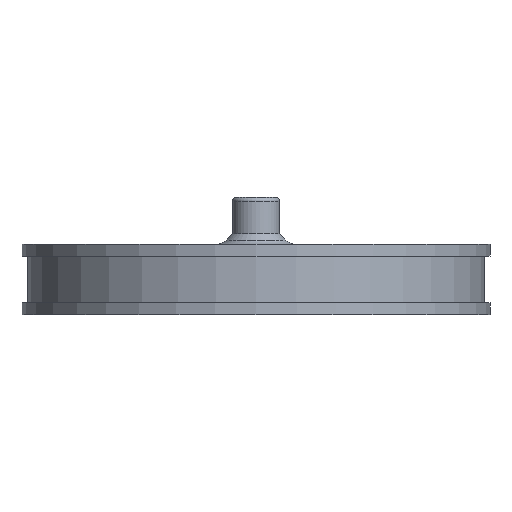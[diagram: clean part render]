
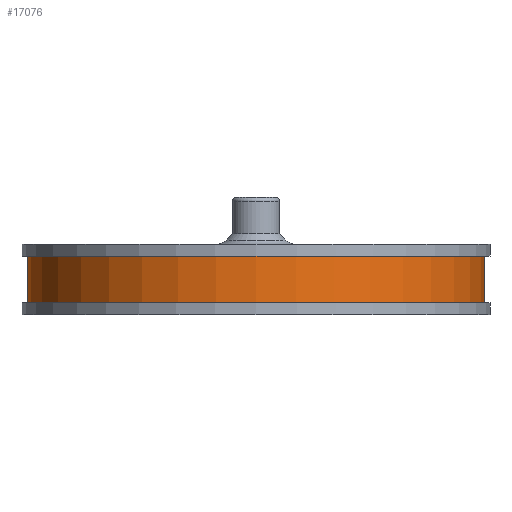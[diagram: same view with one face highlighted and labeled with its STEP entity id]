
A CAD part, front view. The second image highlights one B-rep face of the part: STEP entity #17076.
In plain terms, the highlighted cylindrical face has radius 48.75 mm (diameter 97.5 mm), a partial arc.
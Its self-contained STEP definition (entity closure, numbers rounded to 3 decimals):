
#1532 = DIRECTION ( 'NONE',  ( 0., 0., 1. ) ) ;
#2048 = DIRECTION ( 'NONE',  ( 1., 0., 0. ) ) ;
#2399 = FACE_OUTER_BOUND ( 'NONE', #14793, .T. ) ;
#2953 = CIRCLE ( 'NONE', #24204, 48.75 ) ;
#2998 = EDGE_CURVE ( 'NONE', #21245, #26203, #2953, .T. ) ;
#3544 = CARTESIAN_POINT ( 'NONE',  ( 48.75, 0., 10. ) ) ;
#4406 = CYLINDRICAL_SURFACE ( 'NONE', #5569, 48.75 ) ;
#4627 = VECTOR ( 'NONE', #5994, 1000. ) ;
#4808 = DIRECTION ( 'NONE',  ( 1., 0., 0. ) ) ;
#5569 = AXIS2_PLACEMENT_3D ( 'NONE', #20498, #12524, #20893 ) ;
#5994 = DIRECTION ( 'NONE',  ( 0., 0., -1. ) ) ;
#6342 = ORIENTED_EDGE ( 'NONE', *, *, #14712, .T. ) ;
#7338 = VERTEX_POINT ( 'NONE', #23122 ) ;
#8688 = ORIENTED_EDGE ( 'NONE', *, *, #2998, .F. ) ;
#10073 = CIRCLE ( 'NONE', #25827, 48.75 ) ;
#10937 = ORIENTED_EDGE ( 'NONE', *, *, #21040, .F. ) ;
#12524 = DIRECTION ( 'NONE',  ( 0., 0., -1. ) ) ;
#12545 = DIRECTION ( 'NONE',  ( 0., 0., -1. ) ) ;
#14125 = VECTOR ( 'NONE', #12545, 1000. ) ;
#14141 = CARTESIAN_POINT ( 'NONE',  ( 48.75, 0., 10. ) ) ;
#14484 = VERTEX_POINT ( 'NONE', #17147 ) ;
#14712 = EDGE_CURVE ( 'NONE', #21245, #14484, #16248, .T. ) ;
#14793 = EDGE_LOOP ( 'NONE', ( #10937, #8688, #6342, #15822 ) ) ;
#15822 = ORIENTED_EDGE ( 'NONE', *, *, #23590, .T. ) ;
#16248 = LINE ( 'NONE', #18091, #4627 ) ;
#17076 = ADVANCED_FACE ( 'NONE', ( #2399 ), #4406, .T. ) ;
#17147 = CARTESIAN_POINT ( 'NONE',  ( -48.75, 0., 0. ) ) ;
#17833 = CARTESIAN_POINT ( 'NONE',  ( -48.75, 0., 10. ) ) ;
#18091 = CARTESIAN_POINT ( 'NONE',  ( -48.75, 0., 10. ) ) ;
#20498 = CARTESIAN_POINT ( 'NONE',  ( 0., 0., 10. ) ) ;
#20885 = CARTESIAN_POINT ( 'NONE',  ( 0., 0., 10. ) ) ;
#20893 = DIRECTION ( 'NONE',  ( -1., 0., 0. ) ) ;
#21040 = EDGE_CURVE ( 'NONE', #26203, #7338, #24398, .T. ) ;
#21245 = VERTEX_POINT ( 'NONE', #17833 ) ;
#23031 = DIRECTION ( 'NONE',  ( 0., 0., 1. ) ) ;
#23122 = CARTESIAN_POINT ( 'NONE',  ( 48.75, 0., 0. ) ) ;
#23590 = EDGE_CURVE ( 'NONE', #14484, #7338, #10073, .T. ) ;
#23892 = CARTESIAN_POINT ( 'NONE',  ( 0., 0., 0. ) ) ;
#24204 = AXIS2_PLACEMENT_3D ( 'NONE', #20885, #23031, #4808 ) ;
#24398 = LINE ( 'NONE', #14141, #14125 ) ;
#25827 = AXIS2_PLACEMENT_3D ( 'NONE', #23892, #1532, #2048 ) ;
#26203 = VERTEX_POINT ( 'NONE', #3544 ) ;
